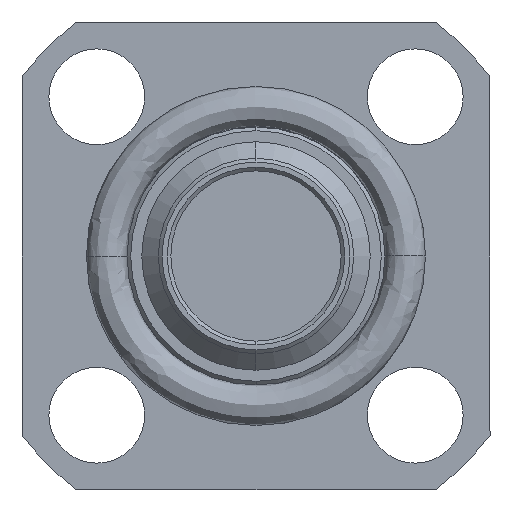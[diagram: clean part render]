
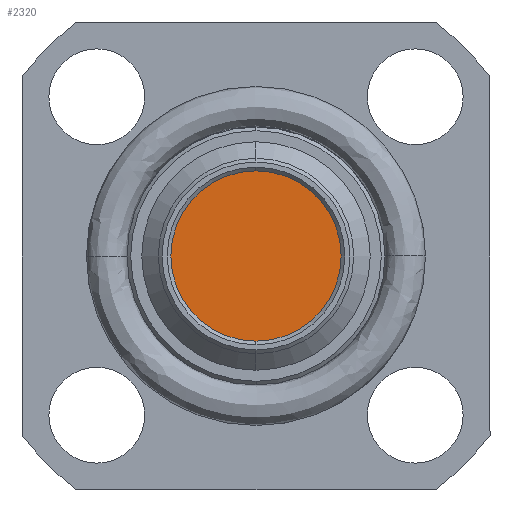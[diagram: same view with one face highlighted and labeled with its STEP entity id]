
A CAD part, left-side view. The second image highlights one B-rep face of the part: STEP entity #2320.
In plain terms, the highlighted planar face has unit normal (-1, 0, 0).
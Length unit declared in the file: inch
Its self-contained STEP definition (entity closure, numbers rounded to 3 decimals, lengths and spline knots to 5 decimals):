
#3 = EDGE_CURVE ( 'NONE', #3552, #5717, #3553, .T. ) ;
#632 = ORIENTED_EDGE ( 'NONE', *, *, #3, .T. ) ;
#883 = CIRCLE ( 'NONE', #5336, 0.09094 ) ;
#1097 = PLANE ( 'NONE',  #2531 ) ;
#2320 = ADVANCED_FACE ( 'NONE', ( #4987 ), #1097, .T. ) ;
#2473 = DIRECTION ( 'NONE',  ( 0., 0., 1. ) ) ;
#2531 = AXIS2_PLACEMENT_3D ( 'NONE', #3082, #2590, #4021 ) ;
#2590 = DIRECTION ( 'NONE',  ( -1., 0., 0. ) ) ;
#3082 = CARTESIAN_POINT ( 'NONE',  ( 0.07677, 0., 0. ) ) ;
#3153 = CARTESIAN_POINT ( 'NONE',  ( 0.07677, 0., -0.09094 ) ) ;
#3452 = CARTESIAN_POINT ( 'NONE',  ( 0.07677, 0., 0. ) ) ;
#3547 = ORIENTED_EDGE ( 'NONE', *, *, #6363, .T. ) ;
#3552 = VERTEX_POINT ( 'NONE', #3153 ) ;
#3553 = CIRCLE ( 'NONE', #4069, 0.09094 ) ;
#3670 = CARTESIAN_POINT ( 'NONE',  ( 0.07677, 0., 0.09094 ) ) ;
#4021 = DIRECTION ( 'NONE',  ( 0., 0., 1. ) ) ;
#4069 = AXIS2_PLACEMENT_3D ( 'NONE', #4105, #5141, #6087 ) ;
#4105 = CARTESIAN_POINT ( 'NONE',  ( 0.07677, 0., 0. ) ) ;
#4979 = EDGE_LOOP ( 'NONE', ( #3547, #632 ) ) ;
#4987 = FACE_OUTER_BOUND ( 'NONE', #4979, .T. ) ;
#5141 = DIRECTION ( 'NONE',  ( -1., 0., 0. ) ) ;
#5336 = AXIS2_PLACEMENT_3D ( 'NONE', #3452, #5832, #2473 ) ;
#5717 = VERTEX_POINT ( 'NONE', #3670 ) ;
#5832 = DIRECTION ( 'NONE',  ( -1., 0., 0. ) ) ;
#6087 = DIRECTION ( 'NONE',  ( 0., 0., 1. ) ) ;
#6363 = EDGE_CURVE ( 'NONE', #5717, #3552, #883, .T. ) ;
